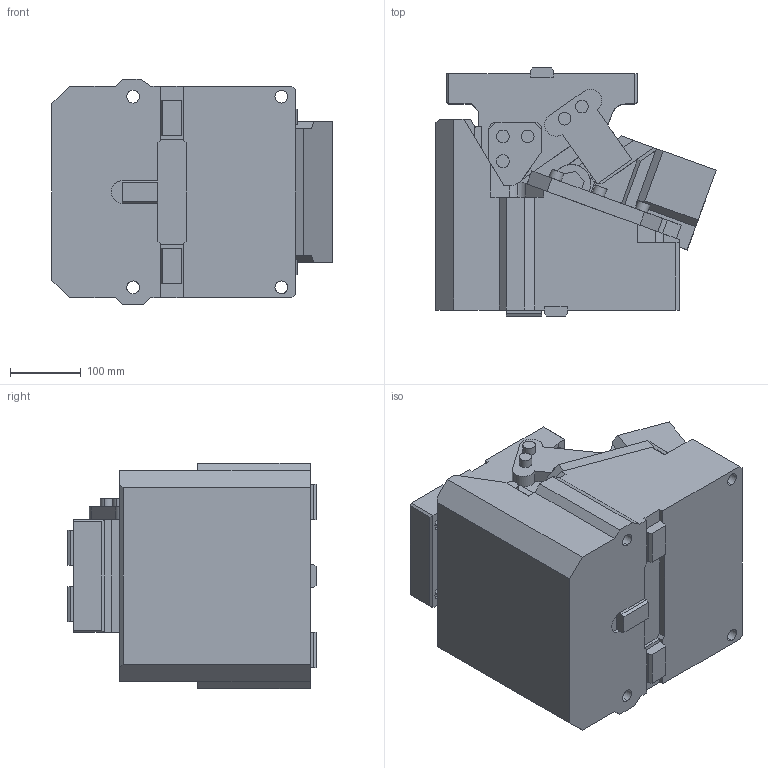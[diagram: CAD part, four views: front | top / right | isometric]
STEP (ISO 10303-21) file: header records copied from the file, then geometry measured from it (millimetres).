
FILE_DESCRIPTION(('CATIA V5 STEP Exchange'),'2;1');
FILE_NAME('CDCP_200_20_60.stp','2016-09-28T10:58:00+00:00',('none'),('none'),'CATIA Version 5 Release 20 GA (IN-10)','CATIA V5 STEP AP203','none');
FILE_SCHEMA(('CONFIG_CONTROL_DESIGN'));
Length unit declared in the file: millimetre
Products named in the file (1): CDCP-200-20-60
Bounding box: 396.96 x 352 x 320 mm (x, y, z)
Volume: 23168731.2 mm3; surface area: 1145682.5 mm2
Topology: 3 solids, 3 shells, 533 faces, 1434 edges, 935 vertices
Faces by surface type: plane 418, cylinder 115
Entity records: 17298 total; most frequent: CARTESIAN_POINT 4165, ORIENTED_EDGE 2868, DIRECTION 2357, EDGE_CURVE 1434, VECTOR 1182, LINE 1182, VERTEX_POINT 935, AXIS2_PLACEMENT_3D 671
